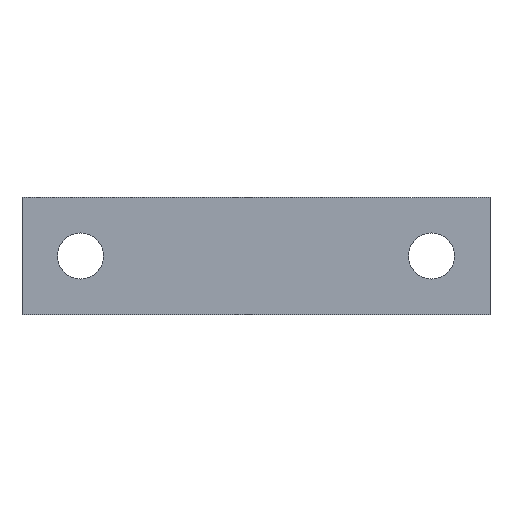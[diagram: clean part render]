
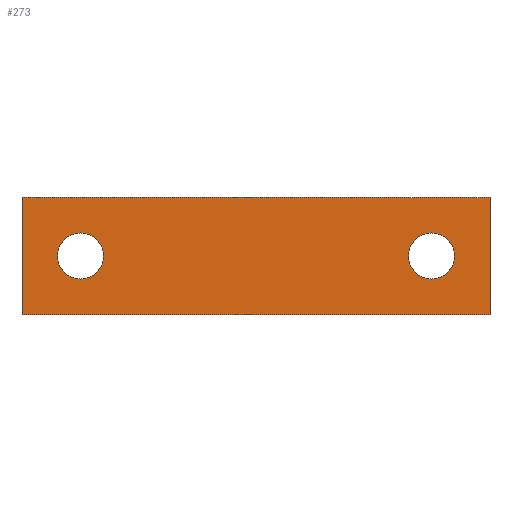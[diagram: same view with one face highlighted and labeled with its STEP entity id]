
A CAD part, left-side view. The second image highlights one B-rep face of the part: STEP entity #273.
In plain terms, the highlighted planar face has unit normal (-1, 0, 0).
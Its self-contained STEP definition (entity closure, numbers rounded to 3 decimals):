
#4 = VERTEX_POINT ( 'NONE', #532 ) ;
#11 = ORIENTED_EDGE ( 'NONE', *, *, #60, .T. ) ;
#22 = EDGE_CURVE ( 'NONE', #68, #73, #339, .T. ) ;
#27 = VERTEX_POINT ( 'NONE', #285 ) ;
#30 = AXIS2_PLACEMENT_3D ( 'NONE', #116, #298, #162 ) ;
#31 = CARTESIAN_POINT ( 'NONE',  ( -2., 101.6, 2. ) ) ;
#41 = LINE ( 'NONE', #31, #332 ) ;
#50 = VERTEX_POINT ( 'NONE', #123 ) ;
#57 = LINE ( 'NONE', #383, #415 ) ;
#58 = CARTESIAN_POINT ( 'NONE',  ( -2., 12.7, -10.7 ) ) ;
#60 = EDGE_CURVE ( 'NONE', #352, #282, #80, .T. ) ;
#68 = VERTEX_POINT ( 'NONE', #398 ) ;
#70 = EDGE_CURVE ( 'NONE', #73, #68, #314, .T. ) ;
#73 = VERTEX_POINT ( 'NONE', #120 ) ;
#80 = CIRCLE ( 'NONE', #30, 5. ) ;
#88 = LINE ( 'NONE', #492, #595 ) ;
#97 = DIRECTION ( 'NONE',  ( 0., 0., 1. ) ) ;
#112 = DIRECTION ( 'NONE',  ( 0., 0., -1. ) ) ;
#116 = CARTESIAN_POINT ( 'NONE',  ( -2., 12.7, -10.7 ) ) ;
#120 = CARTESIAN_POINT ( 'NONE',  ( -2., 88.9, -15.7 ) ) ;
#123 = CARTESIAN_POINT ( 'NONE',  ( -2., 101.6, -23.4 ) ) ;
#125 = LINE ( 'NONE', #428, #490 ) ;
#129 = CARTESIAN_POINT ( 'NONE',  ( -2., 12.7, -15.7 ) ) ;
#131 = EDGE_CURVE ( 'NONE', #50, #4, #88, .T. ) ;
#135 = CARTESIAN_POINT ( 'NONE',  ( -2., 101.6, 2. ) ) ;
#141 = EDGE_LOOP ( 'NONE', ( #191, #11 ) ) ;
#145 = AXIS2_PLACEMENT_3D ( 'NONE', #58, #195, #231 ) ;
#161 = AXIS2_PLACEMENT_3D ( 'NONE', #409, #453, #539 ) ;
#162 = DIRECTION ( 'NONE',  ( 0., 0., -1. ) ) ;
#183 = EDGE_LOOP ( 'NONE', ( #407, #498, #450, #561 ) ) ;
#191 = ORIENTED_EDGE ( 'NONE', *, *, #436, .T. ) ;
#195 = DIRECTION ( 'NONE',  ( 1., 0., 0. ) ) ;
#224 = EDGE_LOOP ( 'NONE', ( #227, #375 ) ) ;
#227 = ORIENTED_EDGE ( 'NONE', *, *, #70, .T. ) ;
#231 = DIRECTION ( 'NONE',  ( 0., 0., -1. ) ) ;
#238 = AXIS2_PLACEMENT_3D ( 'NONE', #393, #530, #112 ) ;
#264 = VERTEX_POINT ( 'NONE', #464 ) ;
#267 = AXIS2_PLACEMENT_3D ( 'NONE', #135, #504, #363 ) ;
#269 = CIRCLE ( 'NONE', #145, 5. ) ;
#273 = ADVANCED_FACE ( 'NONE', ( #277, #373, #304 ), #317, .F. ) ;
#277 = FACE_BOUND ( 'NONE', #141, .T. ) ;
#282 = VERTEX_POINT ( 'NONE', #129 ) ;
#285 = CARTESIAN_POINT ( 'NONE',  ( -2., 101.6, 2. ) ) ;
#298 = DIRECTION ( 'NONE',  ( 1., 0., 0. ) ) ;
#304 = FACE_OUTER_BOUND ( 'NONE', #183, .T. ) ;
#314 = CIRCLE ( 'NONE', #161, 5. ) ;
#317 = PLANE ( 'NONE',  #267 ) ;
#332 = VECTOR ( 'NONE', #344, 1000. ) ;
#339 = CIRCLE ( 'NONE', #238, 5. ) ;
#344 = DIRECTION ( 'NONE',  ( 0., -1., 0. ) ) ;
#352 = VERTEX_POINT ( 'NONE', #557 ) ;
#359 = DIRECTION ( 'NONE',  ( 0., -1., 0. ) ) ;
#363 = DIRECTION ( 'NONE',  ( 0., 0., -1. ) ) ;
#373 = FACE_BOUND ( 'NONE', #224, .T. ) ;
#375 = ORIENTED_EDGE ( 'NONE', *, *, #22, .T. ) ;
#383 = CARTESIAN_POINT ( 'NONE',  ( -2., 0., 2. ) ) ;
#393 = CARTESIAN_POINT ( 'NONE',  ( -2., 88.9, -10.7 ) ) ;
#398 = CARTESIAN_POINT ( 'NONE',  ( -2., 88.9, -5.7 ) ) ;
#407 = ORIENTED_EDGE ( 'NONE', *, *, #467, .T. ) ;
#409 = CARTESIAN_POINT ( 'NONE',  ( -2., 88.9, -10.7 ) ) ;
#415 = VECTOR ( 'NONE', #97, 1000. ) ;
#417 = EDGE_CURVE ( 'NONE', #50, #27, #125, .T. ) ;
#428 = CARTESIAN_POINT ( 'NONE',  ( -2., 101.6, 2. ) ) ;
#436 = EDGE_CURVE ( 'NONE', #282, #352, #269, .T. ) ;
#450 = ORIENTED_EDGE ( 'NONE', *, *, #417, .F. ) ;
#453 = DIRECTION ( 'NONE',  ( 1., 0., 0. ) ) ;
#464 = CARTESIAN_POINT ( 'NONE',  ( -2., 0., 2. ) ) ;
#467 = EDGE_CURVE ( 'NONE', #4, #264, #57, .T. ) ;
#490 = VECTOR ( 'NONE', #516, 1000. ) ;
#492 = CARTESIAN_POINT ( 'NONE',  ( -2., 101.6, -23.4 ) ) ;
#498 = ORIENTED_EDGE ( 'NONE', *, *, #510, .F. ) ;
#504 = DIRECTION ( 'NONE',  ( 1., 0., 0. ) ) ;
#510 = EDGE_CURVE ( 'NONE', #27, #264, #41, .T. ) ;
#516 = DIRECTION ( 'NONE',  ( 0., 0., 1. ) ) ;
#530 = DIRECTION ( 'NONE',  ( 1., 0., 0. ) ) ;
#532 = CARTESIAN_POINT ( 'NONE',  ( -2., 0., -23.4 ) ) ;
#539 = DIRECTION ( 'NONE',  ( 0., 0., -1. ) ) ;
#557 = CARTESIAN_POINT ( 'NONE',  ( -2., 12.7, -5.7 ) ) ;
#561 = ORIENTED_EDGE ( 'NONE', *, *, #131, .T. ) ;
#595 = VECTOR ( 'NONE', #359, 1000. ) ;
